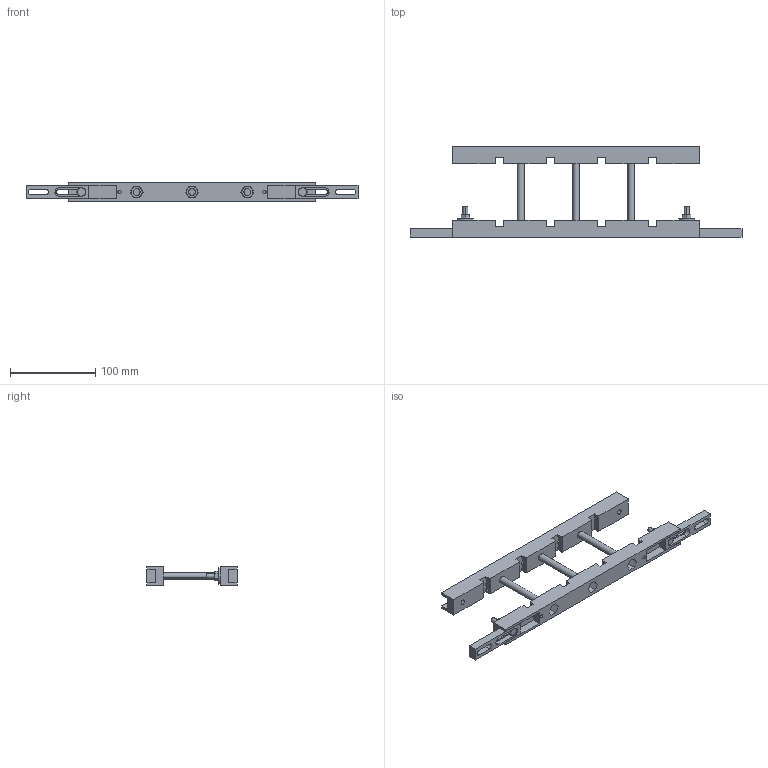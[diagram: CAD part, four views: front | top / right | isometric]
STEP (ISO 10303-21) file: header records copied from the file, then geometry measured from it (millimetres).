
FILE_DESCRIPTION(('STEP AP203'),'1');
FILE_NAME('cbs-b1-10tn.stp','2024-06-09T20:46:17',('TraceParts'),('TraceParts S.A.'),'Spatial InterOp 3D',' ',' ');
FILE_SCHEMA(('CONFIG_CONTROL_DESIGN'));
Length unit declared in the file: millimetre
Products named in the file (1): 1
Bounding box: 390 x 106 x 22 mm (x, y, z)
Volume: 223278 mm3; surface area: 85306.7 mm2
Topology: 16 solids, 16 shells, 580 faces, 1414 edges, 886 vertices
Faces by surface type: plane 400, cone 96, cylinder 84
Entity records: 17340 total; most frequent: CARTESIAN_POINT 3664, ORIENTED_EDGE 2828, DIRECTION 2716, EDGE_CURVE 1414, LINE 1016, VECTOR 1016, VERTEX_POINT 886, AXIS2_PLACEMENT_3D 850
